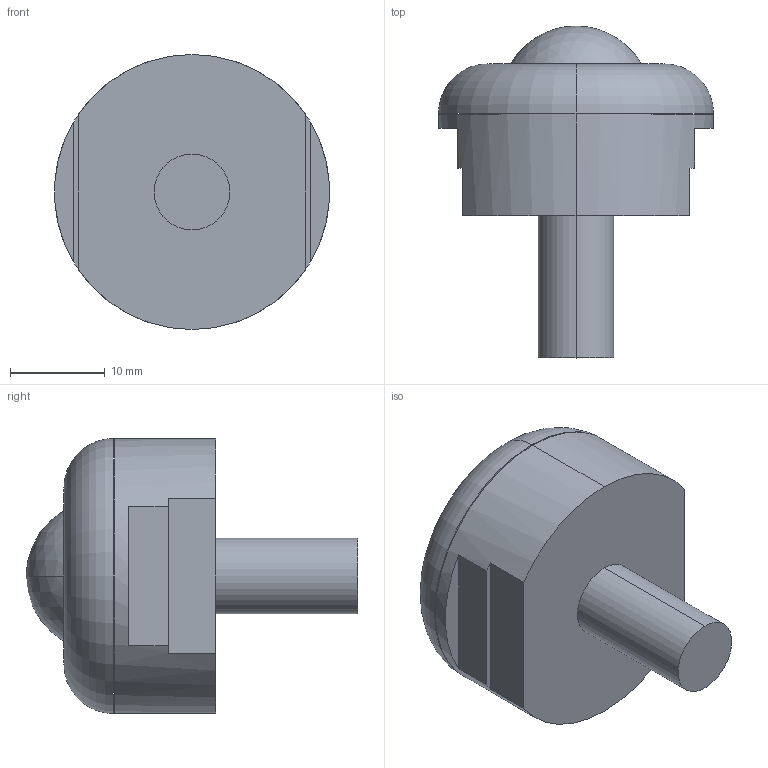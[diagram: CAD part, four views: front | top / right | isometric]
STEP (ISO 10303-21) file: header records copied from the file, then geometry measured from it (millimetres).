
FILE_DESCRIPTION (( 'STEP AP203' ), '1' );
FILE_NAME ('K-145-16NB.STEP', '2009-08-10T04:38:12', ( '11sw' ), ( 'タキゲン製造株式会社' ), 'SwSTEP 2.0', 'SolidWorks 2007', '' );
FILE_SCHEMA (( 'CONFIG_CONTROL_DESIGN' ));
Length unit declared in the file: millimetre
Products named in the file (1): K-145-16NB
Bounding box: 29 x 35 x 29 mm (x, y, z)
Volume: 10700.9 mm3; surface area: 3448.3 mm2
Topology: 1 solids, 1 shells, 23 faces, 52 edges, 35 vertices
Faces by surface type: plane 13, cylinder 6, torus 2, sphere 2
Entity records: 741 total; most frequent: DIRECTION 130, CARTESIAN_POINT 111, ORIENTED_EDGE 104, AXIS2_PLACEMENT_3D 54, EDGE_CURVE 52, VERTEX_POINT 35, CIRCLE 30, EDGE_LOOP 27
